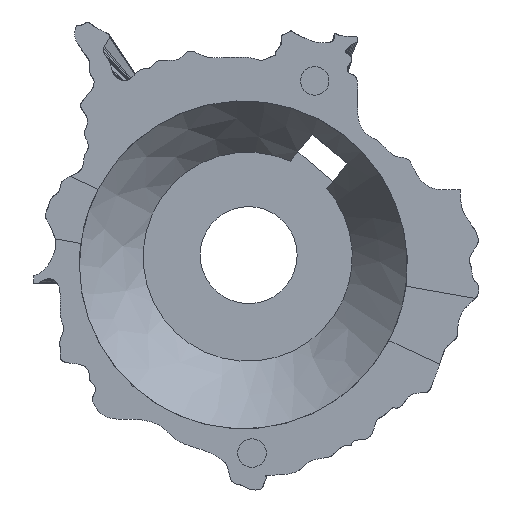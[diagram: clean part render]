
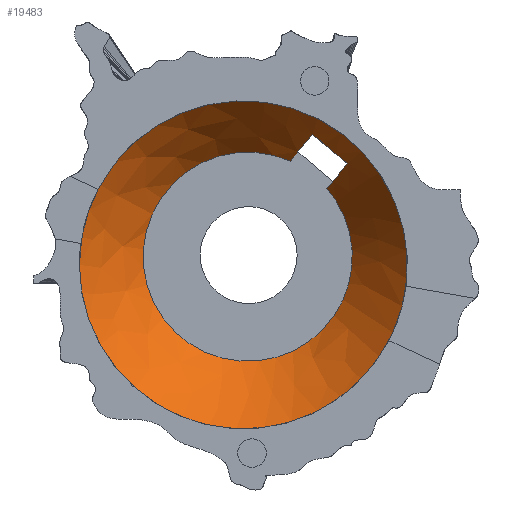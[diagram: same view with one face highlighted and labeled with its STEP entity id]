
A CAD part, front view. The second image highlights one B-rep face of the part: STEP entity #19483.
In plain terms, the highlighted free-form (B-spline) face has degree [1, 2] with [2, 9] control points.
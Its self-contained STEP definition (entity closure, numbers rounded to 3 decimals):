
#624=(
BOUNDED_CURVE()
B_SPLINE_CURVE(2,(#29784,#29785,#29786),.UNSPECIFIED.,.F.,.F.)
B_SPLINE_CURVE_WITH_KNOTS((3,3),(0.045,0.764),
 .UNSPECIFIED.)
CURVE()
GEOMETRIC_REPRESENTATION_ITEM()
RATIONAL_B_SPLINE_CURVE((1.,1.002,1.001))
REPRESENTATION_ITEM('')
);
#625=(
BOUNDED_CURVE()
B_SPLINE_CURVE(2,(#29788,#29789,#29790),.UNSPECIFIED.,.F.,.F.)
B_SPLINE_CURVE_WITH_KNOTS((3,3),(1.004,2.382),
 .UNSPECIFIED.)
CURVE()
GEOMETRIC_REPRESENTATION_ITEM()
RATIONAL_B_SPLINE_CURVE((1.013,1.018,1.013))
REPRESENTATION_ITEM('')
);
#626=(
BOUNDED_CURVE()
B_SPLINE_CURVE(2,(#29792,#29793,#29794),.UNSPECIFIED.,.F.,.F.)
B_SPLINE_CURVE_WITH_KNOTS((3,3),(1.831,3.687),
 .UNSPECIFIED.)
CURVE()
GEOMETRIC_REPRESENTATION_ITEM()
RATIONAL_B_SPLINE_CURVE((1.085,1.109,1.094))
REPRESENTATION_ITEM('')
);
#627=(
BOUNDED_CURVE()
B_SPLINE_CURVE(2,(#29796,#29797,#29798),.UNSPECIFIED.,.F.,.F.)
B_SPLINE_CURVE_WITH_KNOTS((3,3),(1.099,2.519),
 .UNSPECIFIED.)
CURVE()
GEOMETRIC_REPRESENTATION_ITEM()
RATIONAL_B_SPLINE_CURVE((1.013,1.018,1.011))
REPRESENTATION_ITEM('')
);
#628=(
BOUNDED_CURVE()
B_SPLINE_CURVE(2,(#29800,#29801,#29802),.UNSPECIFIED.,.F.,.F.)
B_SPLINE_CURVE_WITH_KNOTS((3,3),(0.092,0.653),
 .UNSPECIFIED.)
CURVE()
GEOMETRIC_REPRESENTATION_ITEM()
RATIONAL_B_SPLINE_CURVE((1.,1.002,1.))
REPRESENTATION_ITEM('')
);
#629=B_SPLINE_CURVE_WITH_KNOTS('',1,(#29779,#29780),.UNSPECIFIED.,.F.,.F.,
(2,2),(0.006,0.572),.UNSPECIFIED.);
#963=(
BOUNDED_SURFACE()
B_SPLINE_SURFACE(1,2,((#29760,#29761,#29762,#29763,#29764,#29765,#29766,
#29767,#29768),(#29769,#29770,#29771,#29772,#29773,#29774,#29775,#29776,
#29777)),.UNSPECIFIED.,.F.,.T.,.F.)
B_SPLINE_SURFACE_WITH_KNOTS((2,2),(3,2,2,2,3),(-0.102,0.631),
(-3.142,-1.571,0.,1.571,3.142),
 .UNSPECIFIED.)
GEOMETRIC_REPRESENTATION_ITEM()
RATIONAL_B_SPLINE_SURFACE(((1.,0.707,1.,0.707,1.,
0.707,1.,0.707,1.),(1.,0.707,1.,0.707,
1.,0.707,1.,0.707,1.)))
REPRESENTATION_ITEM('')
SURFACE()
);
#1088=FACE_OUTER_BOUND('',#2333,.T.);
#2333=EDGE_LOOP('',(#13359,#13360,#13361,#13362,#13363,#13364,#13365,#13366,
#13367,#13368,#13369));
#6181=CIRCLE('',#20830,57.5);
#6182=CIRCLE('',#20831,57.5);
#6716=CIRCLE('',#21379,36.667);
#6717=CIRCLE('',#21380,36.667);
#7679=VERTEX_POINT('',#28643);
#7680=VERTEX_POINT('',#28645);
#8234=VERTEX_POINT('',#29778);
#8235=VERTEX_POINT('',#29781);
#8236=VERTEX_POINT('',#29783);
#8237=VERTEX_POINT('',#29787);
#8238=VERTEX_POINT('',#29791);
#8239=VERTEX_POINT('',#29795);
#8240=VERTEX_POINT('',#29799);
#9600=EDGE_CURVE('',#7679,#7680,#6181,.T.);
#9601=EDGE_CURVE('',#7680,#7679,#6182,.T.);
#10159=EDGE_CURVE('',#7680,#8234,#629,.T.);
#10160=EDGE_CURVE('',#8234,#8235,#6716,.T.);
#10161=EDGE_CURVE('',#8235,#8236,#624,.T.);
#10162=EDGE_CURVE('',#8236,#8237,#625,.T.);
#10163=EDGE_CURVE('',#8237,#8238,#626,.T.);
#10164=EDGE_CURVE('',#8238,#8239,#627,.T.);
#10165=EDGE_CURVE('',#8239,#8240,#628,.T.);
#10166=EDGE_CURVE('',#8240,#8234,#6717,.T.);
#13359=ORIENTED_EDGE('',*,*,#9600,.F.);
#13360=ORIENTED_EDGE('',*,*,#9601,.F.);
#13361=ORIENTED_EDGE('',*,*,#10159,.T.);
#13362=ORIENTED_EDGE('',*,*,#10160,.T.);
#13363=ORIENTED_EDGE('',*,*,#10161,.T.);
#13364=ORIENTED_EDGE('',*,*,#10162,.T.);
#13365=ORIENTED_EDGE('',*,*,#10163,.T.);
#13366=ORIENTED_EDGE('',*,*,#10164,.T.);
#13367=ORIENTED_EDGE('',*,*,#10165,.T.);
#13368=ORIENTED_EDGE('',*,*,#10166,.T.);
#13369=ORIENTED_EDGE('',*,*,#10159,.F.);
#19483=ADVANCED_FACE('',(#1088),#963,.T.);
#20830=AXIS2_PLACEMENT_3D('',#28646,#23122,#23123);
#20831=AXIS2_PLACEMENT_3D('',#28647,#23124,#23125);
#21379=AXIS2_PLACEMENT_3D('',#29782,#24232,#24233);
#21380=AXIS2_PLACEMENT_3D('',#29803,#24234,#24235);
#23122=DIRECTION('center_axis',(0.,1.,0.));
#23123=DIRECTION('ref_axis',(1.,0.,0.));
#23124=DIRECTION('center_axis',(0.,1.,0.));
#23125=DIRECTION('ref_axis',(1.,0.,0.));
#24232=DIRECTION('center_axis',(0.,1.,0.));
#24233=DIRECTION('ref_axis',(-0.852,0.,0.524));
#24234=DIRECTION('center_axis',(0.,1.,0.));
#24235=DIRECTION('ref_axis',(-0.852,0.,0.524));
#28643=CARTESIAN_POINT('',(38.5,10.,43.5));
#28645=CARTESIAN_POINT('',(148.382,10.,19.785));
#28646=CARTESIAN_POINT('Origin',(96.,10.,43.5));
#28647=CARTESIAN_POINT('Origin',(96.,10.,43.5));
#29760=CARTESIAN_POINT('Ctrl Pts',(151.741,5.192,17.584));
#29761=CARTESIAN_POINT('Ctrl Pts',(123.167,9.854,-36.202));
#29762=CARTESIAN_POINT('Ctrl Pts',(68.958,9.854,-7.403));
#29763=CARTESIAN_POINT('Ctrl Pts',(14.749,9.854,21.395));
#29764=CARTESIAN_POINT('Ctrl Pts',(43.322,5.192,75.181));
#29765=CARTESIAN_POINT('Ctrl Pts',(71.895,0.53,128.967));
#29766=CARTESIAN_POINT('Ctrl Pts',(126.105,0.53,100.168));
#29767=CARTESIAN_POINT('Ctrl Pts',(180.314,0.53,71.37));
#29768=CARTESIAN_POINT('Ctrl Pts',(151.741,5.192,17.584));
#29769=CARTESIAN_POINT('Ctrl Pts',(129.097,37.607,32.423));
#29770=CARTESIAN_POINT('Ctrl Pts',(113.073,40.222,2.26));
#29771=CARTESIAN_POINT('Ctrl Pts',(82.671,40.222,18.41));
#29772=CARTESIAN_POINT('Ctrl Pts',(52.27,40.222,34.561));
#29773=CARTESIAN_POINT('Ctrl Pts',(68.294,37.607,64.725));
#29774=CARTESIAN_POINT('Ctrl Pts',(84.319,34.993,94.888));
#29775=CARTESIAN_POINT('Ctrl Pts',(114.72,34.993,78.738));
#29776=CARTESIAN_POINT('Ctrl Pts',(145.121,34.993,62.587));
#29777=CARTESIAN_POINT('Ctrl Pts',(129.097,37.607,32.423));
#29778=CARTESIAN_POINT('',(130.918,35.,31.23));
#29779=CARTESIAN_POINT('Ctrl Pts',(148.382,10.,19.785));
#29780=CARTESIAN_POINT('Ctrl Pts',(130.918,35.,31.23));
#29781=CARTESIAN_POINT('',(112.389,35.,79.867));
#29782=CARTESIAN_POINT('Origin',(97.515,35.,46.352));
#29783=CARTESIAN_POINT('',(115.104,29.213,83.102));
#29784=CARTESIAN_POINT('Ctrl Pts',(112.389,35.,79.867));
#29785=CARTESIAN_POINT('Ctrl Pts',(113.663,32.297,81.385));
#29786=CARTESIAN_POINT('Ctrl Pts',(115.104,29.213,83.102));
#29787=CARTESIAN_POINT('',(120.247,18.151,89.231));
#29788=CARTESIAN_POINT('Ctrl Pts',(115.104,29.213,83.102));
#29789=CARTESIAN_POINT('Ctrl Pts',(117.418,24.261,85.86));
#29790=CARTESIAN_POINT('Ctrl Pts',(120.247,18.151,89.231));
#29791=CARTESIAN_POINT('',(132.503,19.315,78.946));
#29792=CARTESIAN_POINT('Ctrl Pts',(120.247,18.151,89.231));
#29793=CARTESIAN_POINT('Ctrl Pts',(126.406,20.538,84.062));
#29794=CARTESIAN_POINT('Ctrl Pts',(132.503,19.315,78.946));
#29795=CARTESIAN_POINT('',(127.361,30.475,72.818));
#29796=CARTESIAN_POINT('Ctrl Pts',(132.503,19.315,78.946));
#29797=CARTESIAN_POINT('Ctrl Pts',(129.669,25.482,75.569));
#29798=CARTESIAN_POINT('Ctrl Pts',(127.361,30.475,72.818));
#29799=CARTESIAN_POINT('',(125.265,35.,70.319));
#29800=CARTESIAN_POINT('Ctrl Pts',(127.361,30.475,72.818));
#29801=CARTESIAN_POINT('Ctrl Pts',(126.262,32.851,71.508));
#29802=CARTESIAN_POINT('Ctrl Pts',(125.265,35.,70.319));
#29803=CARTESIAN_POINT('Origin',(97.515,35.,46.352));
